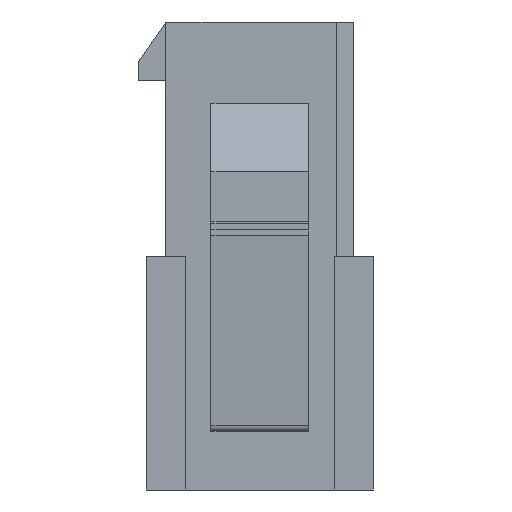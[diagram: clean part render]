
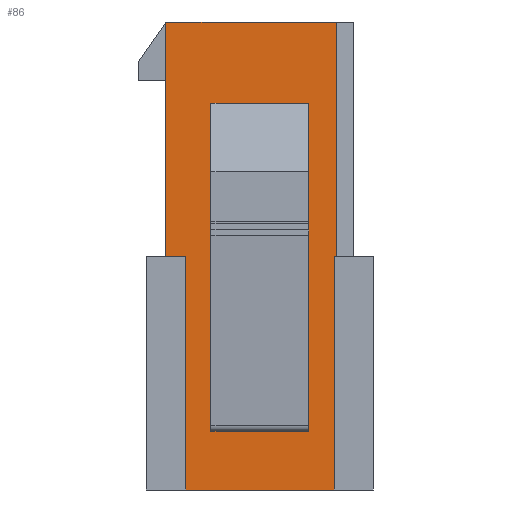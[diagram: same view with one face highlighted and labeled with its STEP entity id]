
A CAD part, left-side view. The second image highlights one B-rep face of the part: STEP entity #86.
In plain terms, the highlighted planar face has unit normal (-1, 0, 0).
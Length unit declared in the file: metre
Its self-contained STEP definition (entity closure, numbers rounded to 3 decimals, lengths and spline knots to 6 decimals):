
#86 = ADVANCED_FACE( '', ( #281, #282 ), #283, .T. );
#281 = FACE_OUTER_BOUND( '', #579, .T. );
#282 = FACE_BOUND( '', #580, .T. );
#283 = PLANE( '', #581 );
#579 = EDGE_LOOP( '', ( #1192, #1193, #1194, #1195, #1196, #1197, #1198, #1199 ) );
#580 = EDGE_LOOP( '', ( #1200, #1201, #1202, #1203 ) );
#581 = AXIS2_PLACEMENT_3D( '', #1204, #1205, #1206 );
#1192 = ORIENTED_EDGE( '', *, *, #2003, .T. );
#1193 = ORIENTED_EDGE( '', *, *, #2231, .T. );
#1194 = ORIENTED_EDGE( '', *, *, #2232, .T. );
#1195 = ORIENTED_EDGE( '', *, *, #2233, .T. );
#1196 = ORIENTED_EDGE( '', *, *, #2158, .F. );
#1197 = ORIENTED_EDGE( '', *, *, #2234, .F. );
#1198 = ORIENTED_EDGE( '', *, *, #2235, .T. );
#1199 = ORIENTED_EDGE( '', *, *, #2236, .F. );
#1200 = ORIENTED_EDGE( '', *, *, #1990, .T. );
#1201 = ORIENTED_EDGE( '', *, *, #2237, .T. );
#1202 = ORIENTED_EDGE( '', *, *, #2215, .F. );
#1203 = ORIENTED_EDGE( '', *, *, #2238, .F. );
#1204 = CARTESIAN_POINT( '', ( -0.0069, 0.001, 0. ) );
#1205 = DIRECTION( '', ( -1., 0., 0. ) );
#1206 = DIRECTION( '', ( 0., 0., 1. ) );
#1990 = EDGE_CURVE( '', #2375, #2380, #2382, .T. );
#2003 = EDGE_CURVE( '', #2407, #2405, #2408, .T. );
#2158 = EDGE_CURVE( '', #2697, #2699, #2700, .T. );
#2215 = EDGE_CURVE( '', #2793, #2791, #2795, .T. );
#2231 = EDGE_CURVE( '', #2405, #2821, #2822, .T. );
#2232 = EDGE_CURVE( '', #2821, #2823, #2824, .T. );
#2233 = EDGE_CURVE( '', #2823, #2699, #2825, .T. );
#2234 = EDGE_CURVE( '', #2826, #2697, #2827, .T. );
#2235 = EDGE_CURVE( '', #2826, #2828, #2829, .T. );
#2236 = EDGE_CURVE( '', #2407, #2828, #2830, .T. );
#2237 = EDGE_CURVE( '', #2380, #2791, #2831, .T. );
#2238 = EDGE_CURVE( '', #2375, #2793, #2832, .T. );
#2375 = VERTEX_POINT( '', #3013 );
#2380 = VERTEX_POINT( '', #3020 );
#2382 = LINE( '', #3023, #3024 );
#2405 = VERTEX_POINT( '', #3056 );
#2407 = VERTEX_POINT( '', #3059 );
#2408 = LINE( '', #3060, #3061 );
#2697 = VERTEX_POINT( '', #3498 );
#2699 = VERTEX_POINT( '', #3501 );
#2700 = LINE( '', #3502, #3503 );
#2791 = VERTEX_POINT( '', #3645 );
#2793 = VERTEX_POINT( '', #3648 );
#2795 = LINE( '', #3651, #3652 );
#2821 = VERTEX_POINT( '', #3693 );
#2822 = LINE( '', #3694, #3695 );
#2823 = VERTEX_POINT( '', #3696 );
#2824 = LINE( '', #3697, #3698 );
#2825 = LINE( '', #3699, #3700 );
#2826 = VERTEX_POINT( '', #3701 );
#2827 = LINE( '', #3702, #3703 );
#2828 = VERTEX_POINT( '', #3704 );
#2829 = LINE( '', #3705, #3706 );
#2830 = LINE( '', #3707, #3708 );
#2831 = LINE( '', #3709, #3710 );
#2832 = LINE( '', #3711, #3712 );
#3013 = CARTESIAN_POINT( '', ( -0.0069, 0.0033, -0.0209 ) );
#3020 = CARTESIAN_POINT( '', ( -0.0069, 0.0083, -0.0209 ) );
#3023 = CARTESIAN_POINT( '', ( -0.0069, 0.0033, -0.0209 ) );
#3024 = VECTOR( '', #4022, 1. );
#3056 = CARTESIAN_POINT( '', ( -0.0069, 0.0106, 0. ) );
#3059 = CARTESIAN_POINT( '', ( -0.0069, 0.0019, 0. ) );
#3060 = CARTESIAN_POINT( '', ( -0.0069, 0.0019, 0. ) );
#3061 = VECTOR( '', #4039, 1. );
#3498 = CARTESIAN_POINT( '', ( -0.0069, 0.002, -0.0239 ) );
#3501 = CARTESIAN_POINT( '', ( -0.0069, 0.0096, -0.0239 ) );
#3502 = CARTESIAN_POINT( '', ( -0.0069, 0.002, -0.0239 ) );
#3503 = VECTOR( '', #4204, 1. );
#3645 = CARTESIAN_POINT( '', ( -0.0069, 0.0083, -0.0194 ) );
#3648 = CARTESIAN_POINT( '', ( -0.0069, 0.0033, -0.0194 ) );
#3651 = CARTESIAN_POINT( '', ( -0.0069, 0.0033, -0.0194 ) );
#3652 = VECTOR( '', #4267, 1. );
#3693 = CARTESIAN_POINT( '', ( -0.0069, 0.0106, -0.012 ) );
#3694 = CARTESIAN_POINT( '', ( -0.0069, 0.0106, 0. ) );
#3695 = VECTOR( '', #4283, 1. );
#3696 = CARTESIAN_POINT( '', ( -0.0069, 0.0096, -0.012 ) );
#3697 = CARTESIAN_POINT( '', ( -0.0069, 0.0106, -0.012 ) );
#3698 = VECTOR( '', #4284, 1. );
#3699 = CARTESIAN_POINT( '', ( -0.0069, 0.0096, -0.012 ) );
#3700 = VECTOR( '', #4285, 1. );
#3701 = CARTESIAN_POINT( '', ( -0.0069, 0.002, -0.012 ) );
#3702 = CARTESIAN_POINT( '', ( -0.0069, 0.002, -0.012 ) );
#3703 = VECTOR( '', #4286, 1. );
#3704 = CARTESIAN_POINT( '', ( -0.0069, 0.0019, -0.012 ) );
#3705 = CARTESIAN_POINT( '', ( -0.0069, 0.002, -0.012 ) );
#3706 = VECTOR( '', #4287, 1. );
#3707 = CARTESIAN_POINT( '', ( -0.0069, 0.0019, 0. ) );
#3708 = VECTOR( '', #4288, 1. );
#3709 = CARTESIAN_POINT( '', ( -0.0069, 0.0083, -0.0209 ) );
#3710 = VECTOR( '', #4289, 1. );
#3711 = CARTESIAN_POINT( '', ( -0.0069, 0.0033, -0.0209 ) );
#3712 = VECTOR( '', #4290, 1. );
#4022 = DIRECTION( '', ( 0., 1., 0. ) );
#4039 = DIRECTION( '', ( 0., 1., 0. ) );
#4204 = DIRECTION( '', ( 0., 1., 0. ) );
#4267 = DIRECTION( '', ( 0., 1., 0. ) );
#4283 = DIRECTION( '', ( 0., 0., -1. ) );
#4284 = DIRECTION( '', ( 0., -1., 0. ) );
#4285 = DIRECTION( '', ( 0., 0., -1. ) );
#4286 = DIRECTION( '', ( 0., 0., -1. ) );
#4287 = DIRECTION( '', ( 0., -1., 0. ) );
#4288 = DIRECTION( '', ( 0., 0., -1. ) );
#4289 = DIRECTION( '', ( 0., 0., 1. ) );
#4290 = DIRECTION( '', ( 0., 0., 1. ) );
